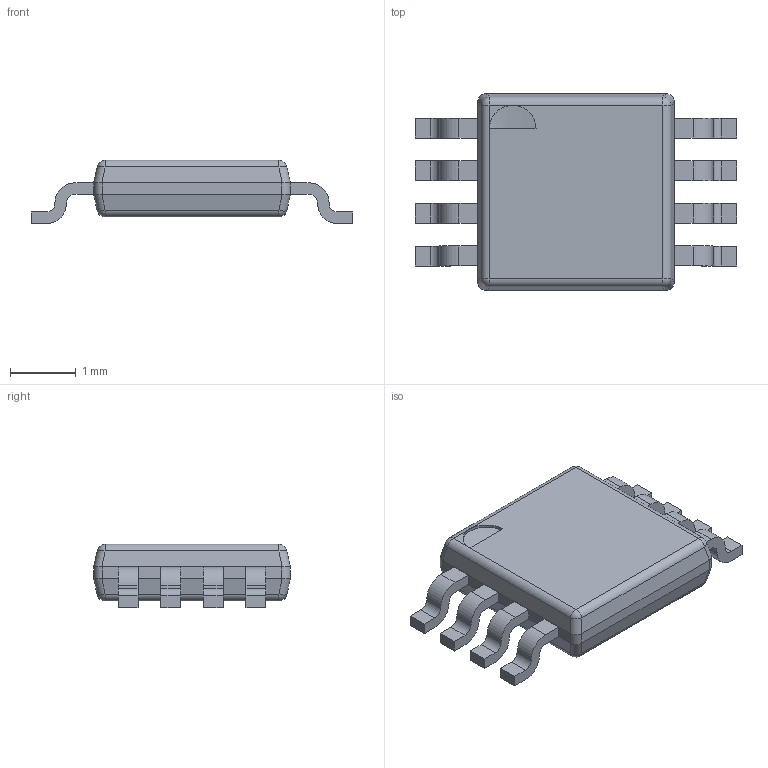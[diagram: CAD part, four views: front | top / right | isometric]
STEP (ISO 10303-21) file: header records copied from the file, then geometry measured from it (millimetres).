
FILE_DESCRIPTION((''),'2;1');
FILE_NAME('MUA08A_ASM','2016-07-14T',('a0412086'),(''),'CREO PARAMETRIC BY PTC INC, 2016050','CREO PARAMETRIC BY PTC INC, 2016050','');
FILE_SCHEMA(('AUTOMOTIVE_DESIGN { 1 0 10303 214 1 1 1 1 }'));
Length unit declared in the file: inch
Products named in the file (3): BODY_MUA08A; LEAD_MUA08A; MUA08A_ASM
Assembly tree (9 placements, depth 2):
  MUA08A_ASM
    BODY_MUA08A
    LEAD_MUA08A  x8
Bounding box: 4.9 x 3 x 0.97 mm (x, y, z)
Volume: 7.9 mm3; surface area: 35.9 mm2
Topology: 9 solids, 9 shells, 157 faces, 392 edges, 253 vertices
Faces by surface type: plane 95, cylinder 53, sphere 9
Entity records: 2671 total; most frequent: CARTESIAN_POINT 421, DIRECTION 293, ORIENTED_EDGE 278, PRESENTATION_STYLE_ASSIGNMENT 141, STYLED_ITEM 141, CURVE_STYLE 139, EDGE_CURVE 139, AXIS2_PLACEMENT_3D 107
